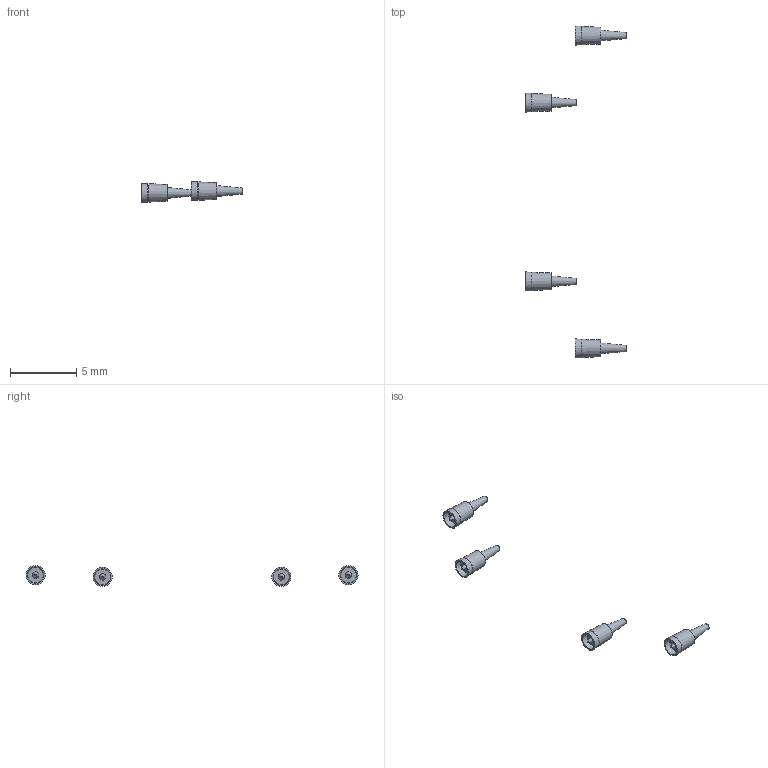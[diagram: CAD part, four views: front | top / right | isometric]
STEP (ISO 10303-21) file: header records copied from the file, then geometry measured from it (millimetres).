
FILE_DESCRIPTION(('Open CASCADE Model'),'2;1');
FILE_NAME('Open CASCADE Shape Model','2021-05-31T00:30:38',('Author'),( 'Open CASCADE'),'ParaPy 1.7.0 - Open CASCADE STEP processor 7.3', 'ParaPy 1.7.0 - Open CASCADE 7.3','Unknown');
FILE_SCHEMA(('AUTOMOTIVE_DESIGN { 1 0 10303 214 1 1 1 1 }'));
Length unit declared in the file: millimetre
Products named in the file (20): spinner; fan; core; nozzle; bypass
Bounding box: 7.64 x 25.14 x 1.59 mm (x, y, z)
Volume: 9 mm3; surface area: 114.8 mm2
Topology: 20 solids, 20 shells, 72 faces, 88 edges, 56 vertices
Faces by surface type: plane 40, cone 24, cylinder 8
Full cylindrical faces by diameter (mm): 0.828 x4, 1.251 x4
Entity records: 2960 total; most frequent: DIRECTION 458, CARTESIAN_POINT 401, ORIENTED_EDGE 176, PCURVE 176, DEFINITIONAL_REPRESENTATION 176, LINE 152, VECTOR 152, AXIS2_PLACEMENT_3D 129
